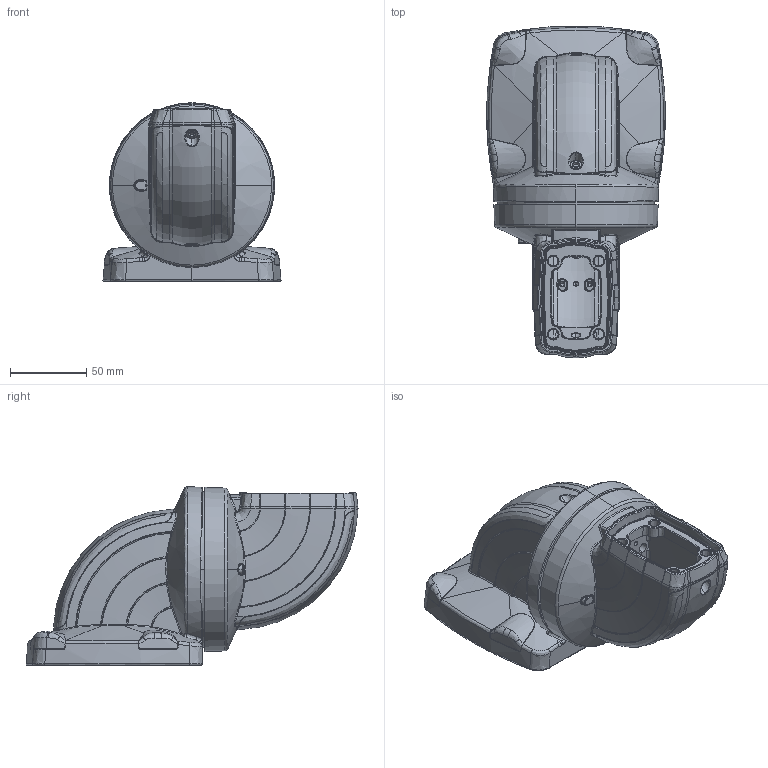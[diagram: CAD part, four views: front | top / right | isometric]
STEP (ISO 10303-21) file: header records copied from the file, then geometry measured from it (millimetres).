
FILE_DESCRIPTION (( 'STEP AP203' ), '1' );
FILE_NAME ('TK045-700.STEP', '2018-09-19T06:36:29', ( '' ), ( '' ), 'SwSTEP 2.0', 'SolidWorks 2018', '' );
FILE_SCHEMA (( 'CONFIG_CONTROL_DESIGN' ));
Length unit declared in the file: millimetre
Products named in the file (1): TK045-700
Bounding box: 117.17 x 218.1 x 117.28 mm (x, y, z)
Volume: 564801.6 mm3; surface area: 190729.5 mm2
Topology: 9 solids, 9 shells, 2626 faces, 6452 edges, 3806 vertices
Faces by surface type: bspline 1530, cylinder 311, cone 272, torus 269, plane 198, sphere 46
Entity records: 344742 total; most frequent: CARTESIAN_POINT 295680, ORIENTED_EDGE 12678, DIRECTION 6836, EDGE_CURVE 6339, VERTEX_POINT 3789, B_SPLINE_CURVE_WITH_KNOTS 3492, AXIS2_PLACEMENT_3D 3084, EDGE_LOOP 2754
